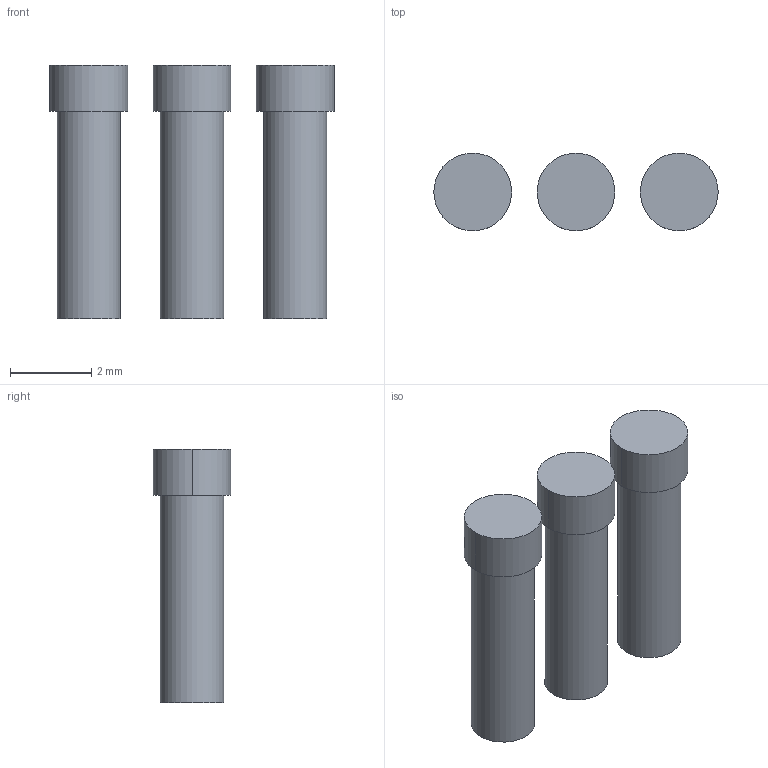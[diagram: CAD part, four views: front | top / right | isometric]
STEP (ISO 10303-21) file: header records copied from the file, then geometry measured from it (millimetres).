
FILE_DESCRIPTION(('FreeCAD Model'),'2;1');
FILE_NAME('Compound.step','2021-02-11T07:58:53', ('kicad StepUp'),('ksu MCAD'),'Open CASCADE STEP processor 7.3', 'FreeCAD','Unknown');
FILE_SCHEMA(('AUTOMOTIVE_DESIGN { 1 0 10303 214 1 1 1 1 }'));
Length unit declared in the file: millimetre
Products named in the file (1): Compound
Bounding box: 6.99 x 1.91 x 6.24 mm (x, y, z)
Volume: 38.9 mm3; surface area: 123.9 mm2
Topology: 6 solids, 6 shells, 21 faces, 81 edges, 114 vertices
Faces by surface type: plane 12, cylinder 9
Full cylindrical faces by diameter (mm): 1.555 x3
Entity records: 1056 total; most frequent: CARTESIAN_POINT 229, DIRECTION 179, AXIS2_PLACEMENT_3D 76, ORIENTED_EDGE 54, CIRCLE 54, GEOMETRIC_CURVE_SET 54, TRIMMED_CURVE 54, EDGE_CURVE 27
